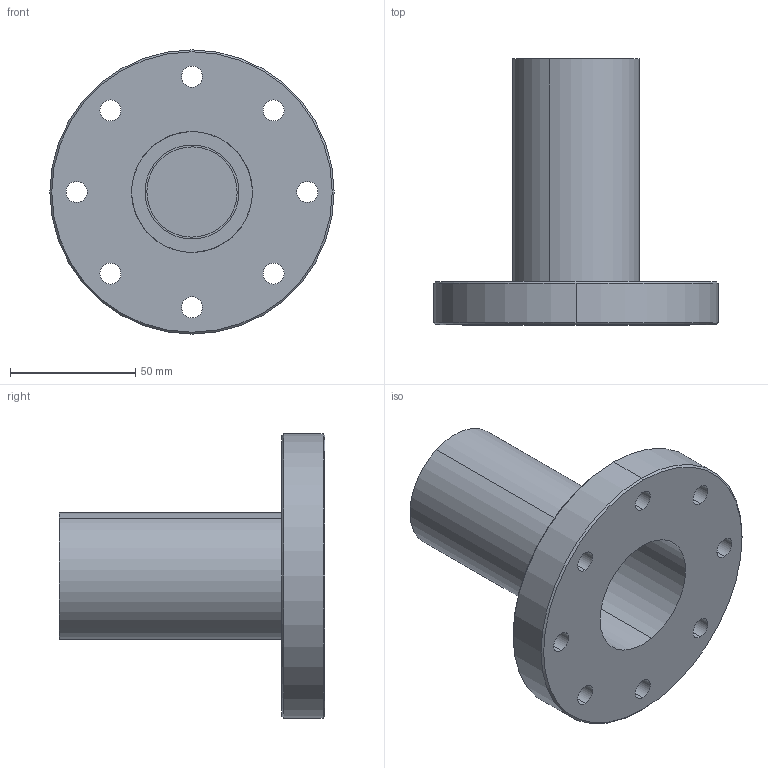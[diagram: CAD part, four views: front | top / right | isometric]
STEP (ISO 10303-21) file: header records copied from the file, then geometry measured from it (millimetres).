
FILE_DESCRIPTION (( 'STEP AP203' ), '1' );
FILE_NAME ('A6665-2-CF.STEP', '2012-02-17T18:29:57', ( '' ), ( '' ), 'SwSTEP 2.0', 'SolidWorks 2011', '' );
FILE_SCHEMA (( 'CONFIG_CONTROL_DESIGN' ));
Length unit declared in the file: inch
Products named in the file (1): A6665-2-CF
Bounding box: 113.54 x 106.17 x 113.54 mm (x, y, z)
Volume: 157543.7 mm3; surface area: 63453.3 mm2
Topology: 1 solids, 1 shells, 72 faces, 158 edges, 100 vertices
Faces by surface type: cylinder 44, plane 14, cone 10, torus 4
Entity records: 2129 total; most frequent: DIRECTION 408, CARTESIAN_POINT 331, ORIENTED_EDGE 316, AXIS2_PLACEMENT_3D 177, EDGE_CURVE 158, CIRCLE 104, VERTEX_POINT 100, EDGE_LOOP 100
